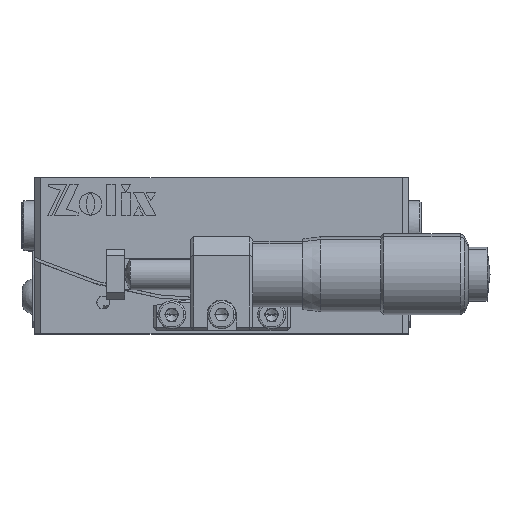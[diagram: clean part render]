
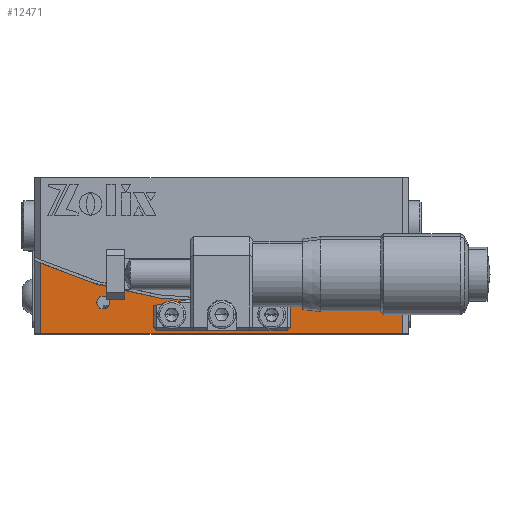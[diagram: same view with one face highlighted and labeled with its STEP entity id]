
A CAD part, top view. The second image highlights one B-rep face of the part: STEP entity #12471.
In plain terms, the highlighted planar face has unit normal (0, 0, 1).
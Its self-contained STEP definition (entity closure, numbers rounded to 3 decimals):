
#9 = VERTEX_POINT ( 'NONE', #5065 ) ;
#480 = EDGE_CURVE ( 'NONE', #7315, #9, #12355, .T. ) ;
#540 = AXIS2_PLACEMENT_3D ( 'NONE', #27854, #23159, #18228 ) ;
#1132 = ORIENTED_EDGE ( 'NONE', *, *, #11052, .T. ) ;
#1482 = EDGE_CURVE ( 'NONE', #2573, #20585, #13406, .T. ) ;
#1863 = CIRCLE ( 'NONE', #3428, 1.025 ) ;
#1951 = CIRCLE ( 'NONE', #540, 1.025 ) ;
#2202 = FACE_OUTER_BOUND ( 'NONE', #22677, .T. ) ;
#2484 = ORIENTED_EDGE ( 'NONE', *, *, #21162, .T. ) ;
#2573 = VERTEX_POINT ( 'NONE', #14539 ) ;
#3183 = VECTOR ( 'NONE', #16770, 1000. ) ;
#3379 = VERTEX_POINT ( 'NONE', #21378 ) ;
#3428 = AXIS2_PLACEMENT_3D ( 'NONE', #8784, #13551, #30242 ) ;
#3478 = CARTESIAN_POINT ( 'NONE',  ( -29., 11.29, 30. ) ) ;
#3839 = DIRECTION ( 'NONE',  ( 1., 0., 0. ) ) ;
#4051 = DIRECTION ( 'NONE',  ( 0., 0., 1. ) ) ;
#4157 = AXIS2_PLACEMENT_3D ( 'NONE', #5238, #26627, #24393 ) ;
#4316 = EDGE_CURVE ( 'NONE', #15152, #27239, #14026, .T. ) ;
#4837 = LINE ( 'NONE', #22554, #18598 ) ;
#5065 = CARTESIAN_POINT ( 'NONE',  ( 9.025, 3., 30. ) ) ;
#5115 = ORIENTED_EDGE ( 'NONE', *, *, #25273, .T. ) ;
#5153 = ORIENTED_EDGE ( 'NONE', *, *, #4316, .F. ) ;
#5238 = CARTESIAN_POINT ( 'NONE',  ( 8., 3., 30. ) ) ;
#5558 = VERTEX_POINT ( 'NONE', #17335 ) ;
#5710 = CIRCLE ( 'NONE', #4157, 1.025 ) ;
#5851 = EDGE_LOOP ( 'NONE', ( #7976, #10608 ) ) ;
#6006 = DIRECTION ( 'NONE',  ( 1., 0., 0. ) ) ;
#6897 = CARTESIAN_POINT ( 'NONE',  ( -9.025, 3., 30. ) ) ;
#7231 = ORIENTED_EDGE ( 'NONE', *, *, #480, .F. ) ;
#7315 = VERTEX_POINT ( 'NONE', #22176 ) ;
#7811 = AXIS2_PLACEMENT_3D ( 'NONE', #22064, #26774, #29342 ) ;
#7976 = ORIENTED_EDGE ( 'NONE', *, *, #28954, .F. ) ;
#8313 = DIRECTION ( 'NONE',  ( 0., 0., 1. ) ) ;
#8596 = EDGE_LOOP ( 'NONE', ( #26863, #5153 ) ) ;
#8689 = ORIENTED_EDGE ( 'NONE', *, *, #9226, .F. ) ;
#8723 = CARTESIAN_POINT ( 'NONE',  ( -29., 17.9, 30. ) ) ;
#8757 = DIRECTION ( 'NONE',  ( 1., 0., 0. ) ) ;
#8784 = CARTESIAN_POINT ( 'NONE',  ( -8., 3., 30. ) ) ;
#8887 = CIRCLE ( 'NONE', #7811, 70. ) ;
#9185 = AXIS2_PLACEMENT_3D ( 'NONE', #13496, #25214, #3839 ) ;
#9226 = EDGE_CURVE ( 'NONE', #9, #7315, #5710, .T. ) ;
#9284 = VERTEX_POINT ( 'NONE', #19717 ) ;
#9852 = EDGE_CURVE ( 'NONE', #20585, #2573, #1951, .T. ) ;
#10608 = ORIENTED_EDGE ( 'NONE', *, *, #23901, .F. ) ;
#10728 = FACE_BOUND ( 'NONE', #30874, .T. ) ;
#10763 = CARTESIAN_POINT ( 'NONE',  ( -8., 3., 30. ) ) ;
#10937 = DIRECTION ( 'NONE',  ( 0., 0., 1. ) ) ;
#11052 = EDGE_CURVE ( 'NONE', #27268, #5558, #29464, .T. ) ;
#11269 = VERTEX_POINT ( 'NONE', #28526 ) ;
#11761 = AXIS2_PLACEMENT_3D ( 'NONE', #20750, #10937, #8757 ) ;
#11912 = EDGE_CURVE ( 'NONE', #5558, #9284, #4837, .T. ) ;
#11950 = EDGE_CURVE ( 'NONE', #27239, #15152, #1863, .T. ) ;
#12355 = CIRCLE ( 'NONE', #27973, 1.025 ) ;
#12471 = ADVANCED_FACE ( 'NONE', ( #21943, #16666, #10728, #27550, #2202 ), #19828, .F. ) ;
#13406 = CIRCLE ( 'NONE', #9185, 1.025 ) ;
#13496 = CARTESIAN_POINT ( 'NONE',  ( 19., 5., 30. ) ) ;
#13551 = DIRECTION ( 'NONE',  ( 0., 0., 1. ) ) ;
#13765 = ORIENTED_EDGE ( 'NONE', *, *, #11912, .T. ) ;
#14026 = CIRCLE ( 'NONE', #29973, 1.025 ) ;
#14045 = ORIENTED_EDGE ( 'NONE', *, *, #1482, .F. ) ;
#14386 = CARTESIAN_POINT ( 'NONE',  ( 29., 17.9, 30. ) ) ;
#14539 = CARTESIAN_POINT ( 'NONE',  ( 17.975, 5., 30. ) ) ;
#14774 = AXIS2_PLACEMENT_3D ( 'NONE', #24296, #19504, #15007 ) ;
#14920 = CARTESIAN_POINT ( 'NONE',  ( -6.975, 3., 30. ) ) ;
#15007 = DIRECTION ( 'NONE',  ( -1., 0., 0. ) ) ;
#15152 = VERTEX_POINT ( 'NONE', #6897 ) ;
#16666 = FACE_BOUND ( 'NONE', #19515, .T. ) ;
#16770 = DIRECTION ( 'NONE',  ( 0., 1., 0. ) ) ;
#17335 = CARTESIAN_POINT ( 'NONE',  ( -29., 0., 30. ) ) ;
#17354 = CARTESIAN_POINT ( 'NONE',  ( 29., 11.29, 30. ) ) ;
#17839 = DIRECTION ( 'NONE',  ( 1., 0., 0. ) ) ;
#18228 = DIRECTION ( 'NONE',  ( 1., 0., 0. ) ) ;
#18598 = VECTOR ( 'NONE', #29828, 1000. ) ;
#19031 = VECTOR ( 'NONE', #23014, 1000. ) ;
#19504 = DIRECTION ( 'NONE',  ( 0., 0., -1. ) ) ;
#19515 = EDGE_LOOP ( 'NONE', ( #26336, #14045 ) ) ;
#19717 = CARTESIAN_POINT ( 'NONE',  ( 29., 0., 30. ) ) ;
#19828 = PLANE ( 'NONE',  #14774 ) ;
#19981 = CARTESIAN_POINT ( 'NONE',  ( 8., 3., 30. ) ) ;
#19997 = CIRCLE ( 'NONE', #27450, 1.025 ) ;
#20585 = VERTEX_POINT ( 'NONE', #26505 ) ;
#20750 = CARTESIAN_POINT ( 'NONE',  ( -19., 5., 30. ) ) ;
#20768 = VERTEX_POINT ( 'NONE', #17354 ) ;
#21162 = EDGE_CURVE ( 'NONE', #20768, #27268, #8887, .T. ) ;
#21378 = CARTESIAN_POINT ( 'NONE',  ( -20.025, 5., 30. ) ) ;
#21943 = FACE_BOUND ( 'NONE', #5851, .T. ) ;
#22064 = CARTESIAN_POINT ( 'NONE',  ( 0., 75., 30. ) ) ;
#22176 = CARTESIAN_POINT ( 'NONE',  ( 6.975, 3., 30. ) ) ;
#22554 = CARTESIAN_POINT ( 'NONE',  ( 30., 0., 30. ) ) ;
#22677 = EDGE_LOOP ( 'NONE', ( #2484, #1132, #13765, #5115 ) ) ;
#23014 = DIRECTION ( 'NONE',  ( 0., -1., 0. ) ) ;
#23159 = DIRECTION ( 'NONE',  ( 0., 0., 1. ) ) ;
#23901 = EDGE_CURVE ( 'NONE', #3379, #11269, #19997, .T. ) ;
#24296 = CARTESIAN_POINT ( 'NONE',  ( 30., 17.9, 30. ) ) ;
#24393 = DIRECTION ( 'NONE',  ( 1., 0., 0. ) ) ;
#25214 = DIRECTION ( 'NONE',  ( 0., 0., 1. ) ) ;
#25273 = EDGE_CURVE ( 'NONE', #9284, #20768, #30005, .T. ) ;
#26336 = ORIENTED_EDGE ( 'NONE', *, *, #9852, .F. ) ;
#26505 = CARTESIAN_POINT ( 'NONE',  ( 20.025, 5., 30. ) ) ;
#26627 = DIRECTION ( 'NONE',  ( 0., 0., 1. ) ) ;
#26774 = DIRECTION ( 'NONE',  ( 0., 0., -1. ) ) ;
#26863 = ORIENTED_EDGE ( 'NONE', *, *, #11950, .F. ) ;
#27239 = VERTEX_POINT ( 'NONE', #14920 ) ;
#27268 = VERTEX_POINT ( 'NONE', #3478 ) ;
#27278 = DIRECTION ( 'NONE',  ( 0., 0., 1. ) ) ;
#27450 = AXIS2_PLACEMENT_3D ( 'NONE', #27828, #4051, #30498 ) ;
#27550 = FACE_BOUND ( 'NONE', #8596, .T. ) ;
#27828 = CARTESIAN_POINT ( 'NONE',  ( -19., 5., 30. ) ) ;
#27854 = CARTESIAN_POINT ( 'NONE',  ( 19., 5., 30. ) ) ;
#27939 = CIRCLE ( 'NONE', #11761, 1.025 ) ;
#27973 = AXIS2_PLACEMENT_3D ( 'NONE', #19981, #8313, #6006 ) ;
#28526 = CARTESIAN_POINT ( 'NONE',  ( -17.975, 5., 30. ) ) ;
#28954 = EDGE_CURVE ( 'NONE', #11269, #3379, #27939, .T. ) ;
#29342 = DIRECTION ( 'NONE',  ( -1., 0., 0. ) ) ;
#29464 = LINE ( 'NONE', #8723, #19031 ) ;
#29828 = DIRECTION ( 'NONE',  ( 1., 0., 0. ) ) ;
#29973 = AXIS2_PLACEMENT_3D ( 'NONE', #10763, #27278, #17839 ) ;
#30005 = LINE ( 'NONE', #14386, #3183 ) ;
#30242 = DIRECTION ( 'NONE',  ( 1., 0., 0. ) ) ;
#30498 = DIRECTION ( 'NONE',  ( 1., 0., 0. ) ) ;
#30874 = EDGE_LOOP ( 'NONE', ( #8689, #7231 ) ) ;
